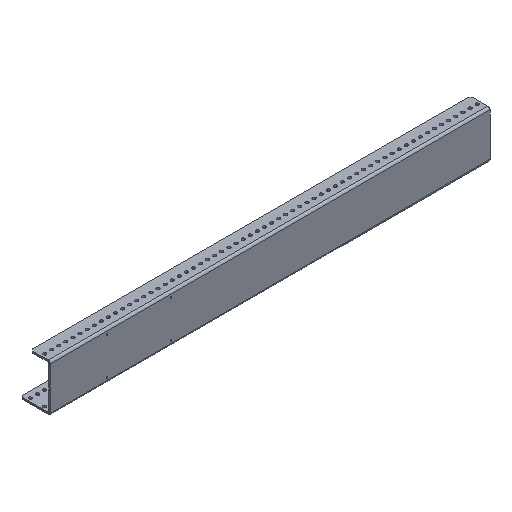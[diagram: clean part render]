
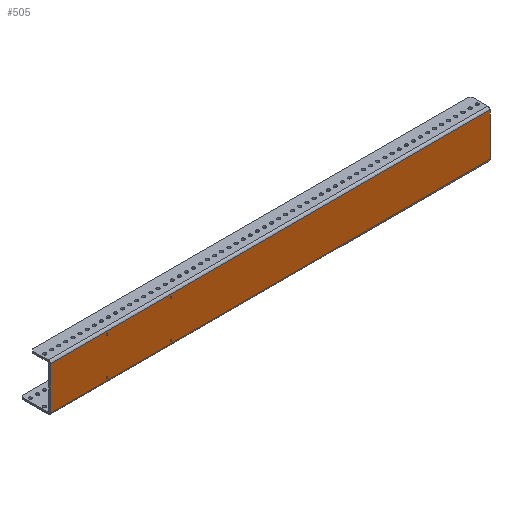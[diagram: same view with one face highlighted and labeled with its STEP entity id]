
A CAD part, isometric view. The second image highlights one B-rep face of the part: STEP entity #505.
In plain terms, the highlighted planar face has unit normal (0, -1, 0).
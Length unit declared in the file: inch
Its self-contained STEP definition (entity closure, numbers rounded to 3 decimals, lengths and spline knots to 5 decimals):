
#227 = ORIENTED_EDGE ( 'NONE', *, *, #11810, .T. ) ;
#446 = VECTOR ( 'NONE', #13118, 39.37008 ) ;
#505 = ADVANCED_FACE ( 'NONE', ( #10802, #5089, #2355, #11156, #7781 ), #2116, .T. ) ;
#668 = EDGE_CURVE ( 'NONE', #2062, #1112, #5279, .T. ) ;
#1112 = VERTEX_POINT ( 'NONE', #7534 ) ;
#1242 = DIRECTION ( 'NONE',  ( 0., 1., 0. ) ) ;
#1437 = CARTESIAN_POINT ( 'NONE',  ( 31., 0., -3.05 ) ) ;
#1776 = AXIS2_PLACEMENT_3D ( 'NONE', #2615, #10653, #3797 ) ;
#1822 = DIRECTION ( 'NONE',  ( 0., -1., 0. ) ) ;
#1945 = VERTEX_POINT ( 'NONE', #4597 ) ;
#2062 = VERTEX_POINT ( 'NONE', #7109 ) ;
#2071 = DIRECTION ( 'NONE',  ( 0., 0., -1. ) ) ;
#2116 = PLANE ( 'NONE',  #12960 ) ;
#2158 = VERTEX_POINT ( 'NONE', #9589 ) ;
#2171 = VECTOR ( 'NONE', #10197, 39.37008 ) ;
#2223 = ORIENTED_EDGE ( 'NONE', *, *, #12209, .T. ) ;
#2283 = AXIS2_PLACEMENT_3D ( 'NONE', #11624, #4797, #12759 ) ;
#2320 = CARTESIAN_POINT ( 'NONE',  ( 4., 0., -2.9 ) ) ;
#2355 = FACE_BOUND ( 'NONE', #5350, .T. ) ;
#2502 = CARTESIAN_POINT ( 'NONE',  ( 4., 0., -2.8 ) ) ;
#2615 = CARTESIAN_POINT ( 'NONE',  ( 8.5, 0., -2.85 ) ) ;
#2648 = DIRECTION ( 'NONE',  ( 0., 1., 0. ) ) ;
#2828 = CARTESIAN_POINT ( 'NONE',  ( 0., 0., -3.05 ) ) ;
#3212 = AXIS2_PLACEMENT_3D ( 'NONE', #13036, #6249, #14143 ) ;
#3331 = CARTESIAN_POINT ( 'NONE',  ( 0., 0., -3.08 ) ) ;
#3475 = ORIENTED_EDGE ( 'NONE', *, *, #668, .T. ) ;
#3797 = DIRECTION ( 'NONE',  ( 0., 0., 1. ) ) ;
#3849 = AXIS2_PLACEMENT_3D ( 'NONE', #9536, #2648, #10688 ) ;
#4065 = ORIENTED_EDGE ( 'NONE', *, *, #6872, .T. ) ;
#4309 = CARTESIAN_POINT ( 'NONE',  ( 4., 0., -0.23 ) ) ;
#4597 = CARTESIAN_POINT ( 'NONE',  ( 4., 0., -0.28 ) ) ;
#4639 = EDGE_CURVE ( 'NONE', #13310, #8869, #6724, .T. ) ;
#4716 = CARTESIAN_POINT ( 'NONE',  ( 8.5, 0., -0.28 ) ) ;
#4797 = DIRECTION ( 'NONE',  ( 0., 1., 0. ) ) ;
#4802 = DIRECTION ( 'NONE',  ( 0., 0., 1. ) ) ;
#4982 = VERTEX_POINT ( 'NONE', #9182 ) ;
#5089 = FACE_BOUND ( 'NONE', #13574, .T. ) ;
#5108 = CARTESIAN_POINT ( 'NONE',  ( 8.5, 0., -2.85 ) ) ;
#5279 = LINE ( 'NONE', #10066, #2171 ) ;
#5309 = EDGE_LOOP ( 'NONE', ( #11639, #3475, #14673, #8194 ) ) ;
#5336 = EDGE_CURVE ( 'NONE', #2062, #9298, #10271, .T. ) ;
#5350 = EDGE_LOOP ( 'NONE', ( #6782, #227 ) ) ;
#5466 = DIRECTION ( 'NONE',  ( 0., 0., 1. ) ) ;
#5594 = CARTESIAN_POINT ( 'NONE',  ( 31., 0., -3.08 ) ) ;
#6227 = CARTESIAN_POINT ( 'NONE',  ( 8.5, 0., -2.8 ) ) ;
#6249 = DIRECTION ( 'NONE',  ( 0., 1., 0. ) ) ;
#6275 = DIRECTION ( 'NONE',  ( 0., 0., 1. ) ) ;
#6346 = AXIS2_PLACEMENT_3D ( 'NONE', #6692, #14582, #7846 ) ;
#6450 = CARTESIAN_POINT ( 'NONE',  ( 8.5, 0., -0.18 ) ) ;
#6612 = CARTESIAN_POINT ( 'NONE',  ( 0., 0., -3.05 ) ) ;
#6692 = CARTESIAN_POINT ( 'NONE',  ( 4., 0., -0.23 ) ) ;
#6724 = CIRCLE ( 'NONE', #3849, 0.05 ) ;
#6782 = ORIENTED_EDGE ( 'NONE', *, *, #9923, .T. ) ;
#6872 = EDGE_CURVE ( 'NONE', #10414, #9813, #9673, .T. ) ;
#7109 = CARTESIAN_POINT ( 'NONE',  ( 31., 0., -0.03 ) ) ;
#7246 = VECTOR ( 'NONE', #11269, 39.37008 ) ;
#7534 = CARTESIAN_POINT ( 'NONE',  ( 0., 0., -0.03 ) ) ;
#7634 = EDGE_LOOP ( 'NONE', ( #4065, #9289 ) ) ;
#7781 = FACE_OUTER_BOUND ( 'NONE', #5309, .T. ) ;
#7846 = DIRECTION ( 'NONE',  ( 0., 0., 1. ) ) ;
#7997 = CIRCLE ( 'NONE', #1776, 0.05 ) ;
#8153 = CARTESIAN_POINT ( 'NONE',  ( 4., 0., -2.85 ) ) ;
#8194 = ORIENTED_EDGE ( 'NONE', *, *, #9441, .T. ) ;
#8329 = VERTEX_POINT ( 'NONE', #6612 ) ;
#8660 = ORIENTED_EDGE ( 'NONE', *, *, #13670, .T. ) ;
#8771 = EDGE_CURVE ( 'NONE', #9813, #10414, #9995, .T. ) ;
#8869 = VERTEX_POINT ( 'NONE', #6450 ) ;
#9005 = VECTOR ( 'NONE', #4802, 39.37008 ) ;
#9021 = AXIS2_PLACEMENT_3D ( 'NONE', #5108, #13057, #6275 ) ;
#9182 = CARTESIAN_POINT ( 'NONE',  ( 4., 0., -0.18 ) ) ;
#9201 = CIRCLE ( 'NONE', #12565, 0.05 ) ;
#9289 = ORIENTED_EDGE ( 'NONE', *, *, #8771, .T. ) ;
#9296 = DIRECTION ( 'NONE',  ( 0., 0., 1. ) ) ;
#9298 = VERTEX_POINT ( 'NONE', #1437 ) ;
#9441 = EDGE_CURVE ( 'NONE', #8329, #9298, #12618, .T. ) ;
#9536 = CARTESIAN_POINT ( 'NONE',  ( 8.5, 0., -0.23 ) ) ;
#9580 = EDGE_LOOP ( 'NONE', ( #8660, #11728 ) ) ;
#9589 = CARTESIAN_POINT ( 'NONE',  ( 8.5, 0., -2.9 ) ) ;
#9673 = CIRCLE ( 'NONE', #12751, 0.05 ) ;
#9813 = VERTEX_POINT ( 'NONE', #2320 ) ;
#9923 = EDGE_CURVE ( 'NONE', #13492, #2158, #7997, .T. ) ;
#9995 = CIRCLE ( 'NONE', #3212, 0.05 ) ;
#10066 = CARTESIAN_POINT ( 'NONE',  ( 31., 0., -0.03 ) ) ;
#10197 = DIRECTION ( 'NONE',  ( -1., 0., 0. ) ) ;
#10271 = LINE ( 'NONE', #5594, #7246 ) ;
#10362 = ORIENTED_EDGE ( 'NONE', *, *, #4639, .T. ) ;
#10414 = VERTEX_POINT ( 'NONE', #2502 ) ;
#10653 = DIRECTION ( 'NONE',  ( 0., 1., 0. ) ) ;
#10688 = DIRECTION ( 'NONE',  ( 0., 0., 1. ) ) ;
#10769 = EDGE_CURVE ( 'NONE', #1945, #4982, #13160, .T. ) ;
#10802 = FACE_BOUND ( 'NONE', #9580, .T. ) ;
#11156 = FACE_BOUND ( 'NONE', #7634, .T. ) ;
#11201 = CIRCLE ( 'NONE', #9021, 0.05 ) ;
#11269 = DIRECTION ( 'NONE',  ( 0., 0., -1. ) ) ;
#11624 = CARTESIAN_POINT ( 'NONE',  ( 8.5, 0., -0.23 ) ) ;
#11625 = CARTESIAN_POINT ( 'NONE',  ( 0., 0., -3.08 ) ) ;
#11639 = ORIENTED_EDGE ( 'NONE', *, *, #5336, .F. ) ;
#11728 = ORIENTED_EDGE ( 'NONE', *, *, #10769, .T. ) ;
#11810 = EDGE_CURVE ( 'NONE', #2158, #13492, #11201, .T. ) ;
#12036 = LINE ( 'NONE', #11625, #9005 ) ;
#12209 = EDGE_CURVE ( 'NONE', #8869, #13310, #14515, .T. ) ;
#12286 = DIRECTION ( 'NONE',  ( 0., 1., 0. ) ) ;
#12565 = AXIS2_PLACEMENT_3D ( 'NONE', #4309, #12286, #5466 ) ;
#12618 = LINE ( 'NONE', #2828, #446 ) ;
#12751 = AXIS2_PLACEMENT_3D ( 'NONE', #8153, #1242, #9296 ) ;
#12759 = DIRECTION ( 'NONE',  ( 0., 0., 1. ) ) ;
#12960 = AXIS2_PLACEMENT_3D ( 'NONE', #3331, #1822, #2071 ) ;
#13036 = CARTESIAN_POINT ( 'NONE',  ( 4., 0., -2.85 ) ) ;
#13057 = DIRECTION ( 'NONE',  ( 0., 1., 0. ) ) ;
#13118 = DIRECTION ( 'NONE',  ( 1., 0., 0. ) ) ;
#13160 = CIRCLE ( 'NONE', #6346, 0.05 ) ;
#13310 = VERTEX_POINT ( 'NONE', #4716 ) ;
#13492 = VERTEX_POINT ( 'NONE', #6227 ) ;
#13574 = EDGE_LOOP ( 'NONE', ( #2223, #10362 ) ) ;
#13670 = EDGE_CURVE ( 'NONE', #4982, #1945, #9201, .T. ) ;
#13952 = EDGE_CURVE ( 'NONE', #8329, #1112, #12036, .T. ) ;
#14143 = DIRECTION ( 'NONE',  ( 0., 0., 1. ) ) ;
#14515 = CIRCLE ( 'NONE', #2283, 0.05 ) ;
#14582 = DIRECTION ( 'NONE',  ( 0., 1., 0. ) ) ;
#14673 = ORIENTED_EDGE ( 'NONE', *, *, #13952, .F. ) ;
